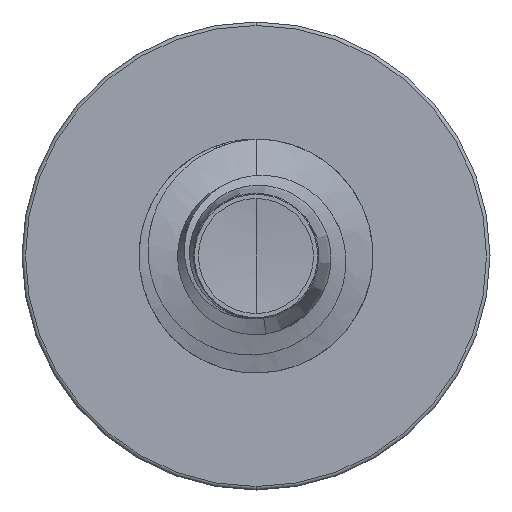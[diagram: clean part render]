
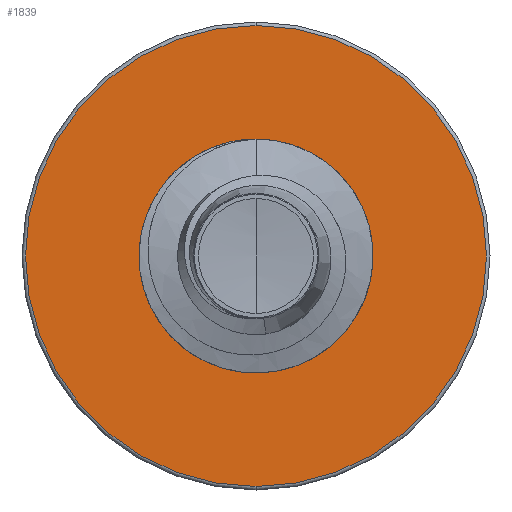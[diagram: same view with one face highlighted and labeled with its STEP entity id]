
A CAD part, front view. The second image highlights one B-rep face of the part: STEP entity #1839.
In plain terms, the highlighted planar face has unit normal (0, -1, 0).
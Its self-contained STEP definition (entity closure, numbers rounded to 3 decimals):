
#369 = AXIS2_PLACEMENT_3D ( 'NONE', #5108, #5086, #5081 ) ;
#1581 = DIRECTION ( 'NONE',  ( 0., 0., 1. ) ) ;
#1586 = DIRECTION ( 'NONE',  ( 0., 1., 0. ) ) ;
#1614 = CARTESIAN_POINT ( 'NONE',  ( 0., 9., 0. ) ) ;
#1839 = ADVANCED_FACE ( 'NONE', ( #4188, #10466 ), #5837, .F. ) ;
#2195 = VERTEX_POINT ( 'NONE', #3410 ) ;
#2363 = ORIENTED_EDGE ( 'NONE', *, *, #11533, .T. ) ;
#2423 = CIRCLE ( 'NONE', #9655, 5.91 ) ;
#3410 = CARTESIAN_POINT ( 'NONE',  ( 0., 9., -2.842 ) ) ;
#4188 = FACE_OUTER_BOUND ( 'NONE', #12809, .T. ) ;
#5032 = DIRECTION ( 'NONE',  ( 0., 0., 1. ) ) ;
#5049 = DIRECTION ( 'NONE',  ( 0., 1., 0. ) ) ;
#5073 = CARTESIAN_POINT ( 'NONE',  ( 0., 9., 0. ) ) ;
#5074 = CARTESIAN_POINT ( 'NONE',  ( 0., 9., 2.842 ) ) ;
#5081 = DIRECTION ( 'NONE',  ( 0., 0., 1. ) ) ;
#5086 = DIRECTION ( 'NONE',  ( 0., 1., 0. ) ) ;
#5108 = CARTESIAN_POINT ( 'NONE',  ( 0., 9., -2.842 ) ) ;
#5134 = CARTESIAN_POINT ( 'NONE',  ( 0., 9., -5.91 ) ) ;
#5421 = VERTEX_POINT ( 'NONE', #8877 ) ;
#5837 = PLANE ( 'NONE',  #369 ) ;
#6044 = CIRCLE ( 'NONE', #13345, 5.91 ) ;
#6358 = DIRECTION ( 'NONE',  ( 0., 0., 1. ) ) ;
#6366 = DIRECTION ( 'NONE',  ( 0., 1., 0. ) ) ;
#6377 = CARTESIAN_POINT ( 'NONE',  ( 0., 9., 0. ) ) ;
#6427 = AXIS2_PLACEMENT_3D ( 'NONE', #5073, #5049, #5032 ) ;
#6837 = DIRECTION ( 'NONE',  ( 0., 0., 1. ) ) ;
#6857 = DIRECTION ( 'NONE',  ( 0., 1., 0. ) ) ;
#6870 = CARTESIAN_POINT ( 'NONE',  ( 0., 9., 0. ) ) ;
#8877 = CARTESIAN_POINT ( 'NONE',  ( 0., 9., 5.91 ) ) ;
#8982 = ORIENTED_EDGE ( 'NONE', *, *, #12638, .F. ) ;
#9655 = AXIS2_PLACEMENT_3D ( 'NONE', #6870, #6857, #6837 ) ;
#10466 = FACE_BOUND ( 'NONE', #12383, .T. ) ;
#11458 = VERTEX_POINT ( 'NONE', #5134 ) ;
#11478 = ORIENTED_EDGE ( 'NONE', *, *, #12339, .F. ) ;
#11533 = EDGE_CURVE ( 'NONE', #2195, #12687, #12531, .T. ) ;
#11663 = CIRCLE ( 'NONE', #12366, 2.842 ) ;
#12268 = EDGE_CURVE ( 'NONE', #12687, #2195, #11663, .T. ) ;
#12339 = EDGE_CURVE ( 'NONE', #11458, #5421, #6044, .T. ) ;
#12366 = AXIS2_PLACEMENT_3D ( 'NONE', #1614, #1586, #1581 ) ;
#12383 = EDGE_LOOP ( 'NONE', ( #13430, #2363 ) ) ;
#12531 = CIRCLE ( 'NONE', #6427, 2.842 ) ;
#12638 = EDGE_CURVE ( 'NONE', #5421, #11458, #2423, .T. ) ;
#12687 = VERTEX_POINT ( 'NONE', #5074 ) ;
#12809 = EDGE_LOOP ( 'NONE', ( #8982, #11478 ) ) ;
#13345 = AXIS2_PLACEMENT_3D ( 'NONE', #6377, #6366, #6358 ) ;
#13430 = ORIENTED_EDGE ( 'NONE', *, *, #12268, .T. ) ;
